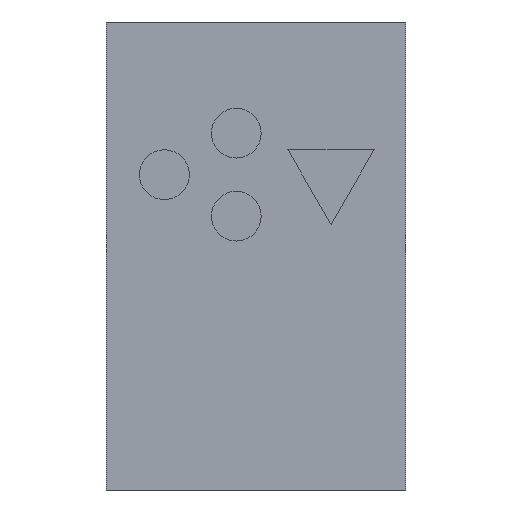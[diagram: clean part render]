
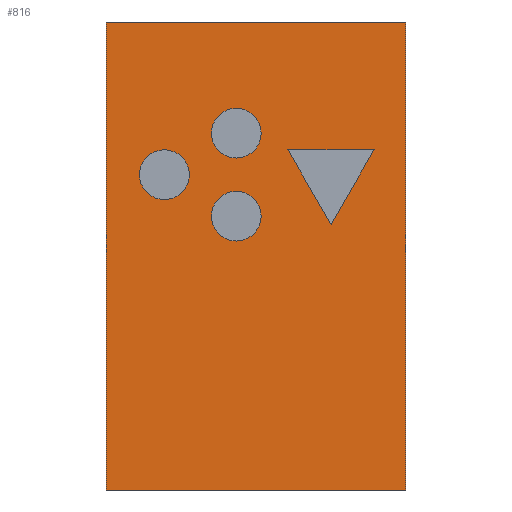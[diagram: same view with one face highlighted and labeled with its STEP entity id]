
A CAD part, front view. The second image highlights one B-rep face of the part: STEP entity #816.
In plain terms, the highlighted planar face has unit normal (0, -1, 0).
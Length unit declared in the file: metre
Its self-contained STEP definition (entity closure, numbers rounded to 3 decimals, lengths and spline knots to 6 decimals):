
#15=CIRCLE('',#879,0.00075);
#16=CIRCLE('',#880,0.00075);
#17=CIRCLE('',#881,0.00075);
#41=ORIENTED_EDGE('',*,*,#261,.F.);
#42=ORIENTED_EDGE('',*,*,#262,.F.);
#43=ORIENTED_EDGE('',*,*,#263,.F.);
#44=ORIENTED_EDGE('',*,*,#264,.F.);
#45=ORIENTED_EDGE('',*,*,#265,.F.);
#46=ORIENTED_EDGE('',*,*,#266,.F.);
#47=ORIENTED_EDGE('',*,*,#267,.F.);
#48=ORIENTED_EDGE('',*,*,#257,.T.);
#49=ORIENTED_EDGE('',*,*,#268,.T.);
#50=ORIENTED_EDGE('',*,*,#269,.F.);
#257=EDGE_CURVE('',#366,#367,#444,.T.);
#261=EDGE_CURVE('',#370,#371,#448,.T.);
#262=EDGE_CURVE('',#372,#370,#449,.T.);
#263=EDGE_CURVE('',#371,#372,#450,.T.);
#264=EDGE_CURVE('',#373,#373,#15,.T.);
#265=EDGE_CURVE('',#374,#374,#16,.T.);
#266=EDGE_CURVE('',#375,#375,#17,.T.);
#267=EDGE_CURVE('',#366,#376,#451,.T.);
#268=EDGE_CURVE('',#367,#377,#452,.T.);
#269=EDGE_CURVE('',#376,#377,#453,.T.);
#366=VERTEX_POINT('',#1178);
#367=VERTEX_POINT('',#1179);
#370=VERTEX_POINT('',#1187);
#371=VERTEX_POINT('',#1188);
#372=VERTEX_POINT('',#1190);
#373=VERTEX_POINT('',#1193);
#374=VERTEX_POINT('',#1195);
#375=VERTEX_POINT('',#1197);
#376=VERTEX_POINT('',#1199);
#377=VERTEX_POINT('',#1201);
#444=LINE('',#1177,#549);
#448=LINE('',#1186,#553);
#449=LINE('',#1189,#554);
#450=LINE('',#1191,#555);
#451=LINE('',#1198,#556);
#452=LINE('',#1200,#557);
#453=LINE('',#1202,#558);
#549=VECTOR('',#953,1.);
#553=VECTOR('',#959,1.);
#554=VECTOR('',#960,1.);
#555=VECTOR('',#961,1.);
#556=VECTOR('',#968,1.);
#557=VECTOR('',#969,1.);
#558=VECTOR('',#970,1.);
#645=EDGE_LOOP('',(#41,#42,#43));
#646=EDGE_LOOP('',(#44));
#647=EDGE_LOOP('',(#45));
#648=EDGE_LOOP('',(#46));
#649=EDGE_LOOP('',(#47,#48,#49,#50));
#708=FACE_BOUND('',#645,.T.);
#709=FACE_BOUND('',#646,.T.);
#710=FACE_BOUND('',#647,.T.);
#711=FACE_BOUND('',#648,.T.);
#712=FACE_BOUND('',#649,.T.);
#770=PLANE('',#878);
#816=ADVANCED_FACE('',(#708,#709,#710,#711,#712),#770,.F.);
#878=AXIS2_PLACEMENT_3D('',#1185,#957,#958);
#879=AXIS2_PLACEMENT_3D('',#1192,#962,#963);
#880=AXIS2_PLACEMENT_3D('',#1194,#964,#965);
#881=AXIS2_PLACEMENT_3D('',#1196,#966,#967);
#953=DIRECTION('',(0.,0.,-1.));
#957=DIRECTION('',(0.,1.,0.));
#958=DIRECTION('',(0.,0.,1.));
#959=DIRECTION('',(-1.,0.,0.));
#960=DIRECTION('',(0.5,0.,0.866));
#961=DIRECTION('',(0.5,0.,-0.866));
#962=DIRECTION('',(0.,-1.,0.));
#963=DIRECTION('',(0.,0.,-1.));
#964=DIRECTION('',(0.,-1.,0.));
#965=DIRECTION('',(0.,0.,-1.));
#966=DIRECTION('',(0.,-1.,0.));
#967=DIRECTION('',(0.,0.,-1.));
#968=DIRECTION('',(1.,0.,0.));
#969=DIRECTION('',(1.,0.,0.));
#970=DIRECTION('',(0.,0.,-1.));
#1177=CARTESIAN_POINT('',(-0.00451,-0.00314,0.014102));
#1178=CARTESIAN_POINT('',(-0.00451,-0.00314,0.0141));
#1179=CARTESIAN_POINT('',(-0.00451,-0.00314,0.));
#1185=CARTESIAN_POINT('',(0.,-0.00314,0.014102));
#1186=CARTESIAN_POINT('',(0.00226,-0.00314,0.01025));
#1187=CARTESIAN_POINT('',(0.003559,-0.00314,0.01025));
#1188=CARTESIAN_POINT('',(0.000961,-0.00314,0.01025));
#1189=CARTESIAN_POINT('',(0.00291,-0.00314,0.009125));
#1190=CARTESIAN_POINT('',(0.00226,-0.00314,0.008));
#1191=CARTESIAN_POINT('',(0.00161,-0.00314,0.009125));
#1192=CARTESIAN_POINT('',(-0.000595,-0.00314,0.00825));
#1193=CARTESIAN_POINT('',(-0.000595,-0.00314,0.0075));
#1194=CARTESIAN_POINT('',(-0.000595,-0.00314,0.01075));
#1195=CARTESIAN_POINT('',(-0.000595,-0.00314,0.01));
#1196=CARTESIAN_POINT('',(-0.00276,-0.00314,0.0095));
#1197=CARTESIAN_POINT('',(-0.00276,-0.00314,0.00875));
#1198=CARTESIAN_POINT('',(0.,-0.00314,0.0141));
#1199=CARTESIAN_POINT('',(0.00451,-0.00314,0.0141));
#1200=CARTESIAN_POINT('',(0.,-0.00314,0.));
#1201=CARTESIAN_POINT('',(0.00451,-0.00314,0.));
#1202=CARTESIAN_POINT('',(0.00451,-0.00314,0.014102));
